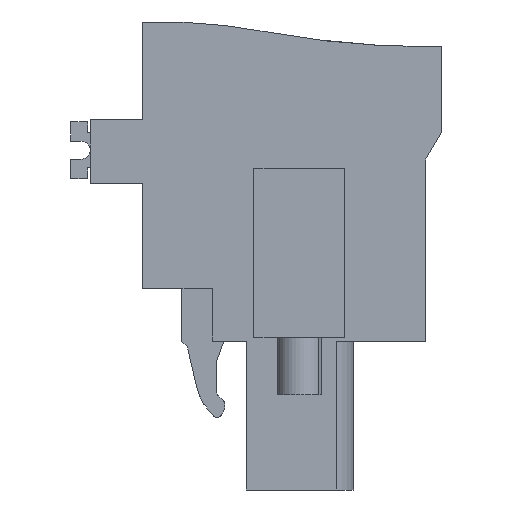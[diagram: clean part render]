
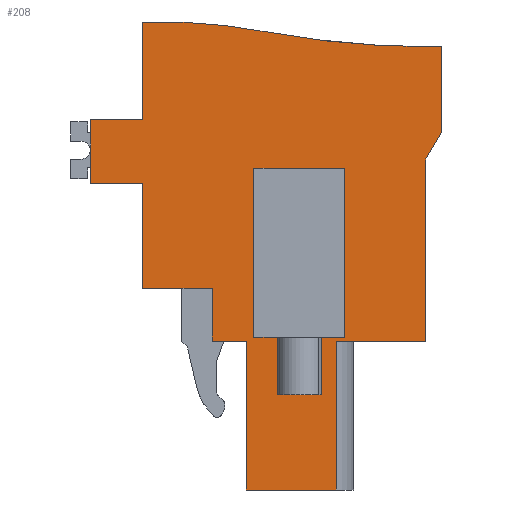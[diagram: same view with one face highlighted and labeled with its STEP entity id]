
A CAD part, left-side view. The second image highlights one B-rep face of the part: STEP entity #208.
In plain terms, the highlighted planar face has unit normal (-1, 0, 0).
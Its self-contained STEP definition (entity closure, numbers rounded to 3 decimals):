
#34=AXIS2_PLACEMENT_3D('Plane Axis2P3D',#31,#32,#33) ;
#54=AXIS2_PLACEMENT_3D('Circle Axis2P3D',#52,#53,$) ;
#61=AXIS2_PLACEMENT_3D('Circle Axis2P3D',#59,#60,$) ;
#31=CARTESIAN_POINT('Axis2P3D Location',(4.9,0.,0.)) ;
#36=CARTESIAN_POINT('Line Origine',(4.9,0.45,19.279)) ;
#40=CARTESIAN_POINT('Vertex',(4.9,0.,20.059)) ;
#42=CARTESIAN_POINT('Vertex',(4.9,0.9,18.5)) ;
#45=CARTESIAN_POINT('Line Origine',(4.9,0.,22.459)) ;
#49=CARTESIAN_POINT('Vertex',(4.9,0.,24.859)) ;
#52=CARTESIAN_POINT('Axis2P3D Location',(4.9,0.907,72.85)) ;
#56=CARTESIAN_POINT('Vertex',(4.9,9.831,25.687)) ;
#59=CARTESIAN_POINT('Axis2P3D Location',(4.9,15.837,-6.057)) ;
#63=CARTESIAN_POINT('Vertex',(4.9,16.75,26.237)) ;
#66=CARTESIAN_POINT('Line Origine',(4.9,16.75,23.494)) ;
#70=CARTESIAN_POINT('Vertex',(4.9,16.75,20.75)) ;
#73=CARTESIAN_POINT('Line Origine',(4.9,18.2,20.75)) ;
#77=CARTESIAN_POINT('Vertex',(4.9,19.65,20.75)) ;
#80=CARTESIAN_POINT('Line Origine',(4.9,19.65,18.975)) ;
#84=CARTESIAN_POINT('Vertex',(4.9,19.65,17.2)) ;
#87=CARTESIAN_POINT('Line Origine',(4.9,18.2,17.2)) ;
#91=CARTESIAN_POINT('Vertex',(4.9,16.75,17.2)) ;
#94=CARTESIAN_POINT('Line Origine',(4.9,16.75,14.25)) ;
#98=CARTESIAN_POINT('Vertex',(4.9,16.75,11.3)) ;
#101=CARTESIAN_POINT('Line Origine',(4.9,14.8,11.3)) ;
#105=CARTESIAN_POINT('Vertex',(4.9,12.85,11.3)) ;
#108=CARTESIAN_POINT('Line Origine',(4.9,12.85,9.825)) ;
#112=CARTESIAN_POINT('Vertex',(4.9,12.85,8.35)) ;
#115=CARTESIAN_POINT('Line Origine',(4.9,11.893,8.35)) ;
#119=CARTESIAN_POINT('Vertex',(4.9,10.937,8.35)) ;
#122=CARTESIAN_POINT('Line Origine',(4.9,10.937,4.175)) ;
#126=CARTESIAN_POINT('Vertex',(4.9,10.937,0.)) ;
#129=CARTESIAN_POINT('Line Origine',(4.9,8.414,0.)) ;
#133=CARTESIAN_POINT('Vertex',(4.9,5.891,0.)) ;
#136=CARTESIAN_POINT('Line Origine',(4.9,5.891,4.175)) ;
#140=CARTESIAN_POINT('Vertex',(4.9,5.891,8.35)) ;
#143=CARTESIAN_POINT('Line Origine',(4.9,3.396,8.35)) ;
#147=CARTESIAN_POINT('Vertex',(4.9,0.9,8.35)) ;
#150=CARTESIAN_POINT('Line Origine',(4.9,0.9,13.425)) ;
#174=CARTESIAN_POINT('Line Origine',(4.9,7.964,8.55)) ;
#178=CARTESIAN_POINT('Vertex',(4.9,10.514,8.55)) ;
#180=CARTESIAN_POINT('Vertex',(4.9,5.414,8.55)) ;
#183=CARTESIAN_POINT('Line Origine',(4.9,10.514,13.3)) ;
#187=CARTESIAN_POINT('Vertex',(4.9,10.514,18.05)) ;
#190=CARTESIAN_POINT('Line Origine',(4.9,7.964,18.05)) ;
#194=CARTESIAN_POINT('Vertex',(4.9,5.414,18.05)) ;
#197=CARTESIAN_POINT('Line Origine',(4.9,5.414,13.3)) ;
#32=DIRECTION('Axis2P3D Direction',(1.,0.,0.)) ;
#33=DIRECTION('Axis2P3D XDirection',(0.,1.,0.)) ;
#37=DIRECTION('Vector Direction',(0.,0.5,-0.866)) ;
#46=DIRECTION('Vector Direction',(0.,0.,-1.)) ;
#53=DIRECTION('Axis2P3D Direction',(1.,0.,0.)) ;
#60=DIRECTION('Axis2P3D Direction',(1.,0.,0.)) ;
#67=DIRECTION('Vector Direction',(0.,0.,1.)) ;
#74=DIRECTION('Vector Direction',(0.,-1.,0.)) ;
#81=DIRECTION('Vector Direction',(0.,0.,1.)) ;
#88=DIRECTION('Vector Direction',(0.,1.,0.)) ;
#95=DIRECTION('Vector Direction',(0.,0.,1.)) ;
#102=DIRECTION('Vector Direction',(0.,-1.,0.)) ;
#109=DIRECTION('Vector Direction',(0.,0.,1.)) ;
#116=DIRECTION('Vector Direction',(0.,1.,0.)) ;
#123=DIRECTION('Vector Direction',(0.,0.,-1.)) ;
#130=DIRECTION('Vector Direction',(0.,-1.,0.)) ;
#137=DIRECTION('Vector Direction',(0.,0.,-1.)) ;
#144=DIRECTION('Vector Direction',(0.,1.,0.)) ;
#151=DIRECTION('Vector Direction',(0.,0.,-1.)) ;
#175=DIRECTION('Vector Direction',(0.,-1.,0.)) ;
#184=DIRECTION('Vector Direction',(0.,0.,-1.)) ;
#191=DIRECTION('Vector Direction',(0.,-1.,0.)) ;
#198=DIRECTION('Vector Direction',(0.,0.,-1.)) ;
#38=VECTOR('Line Direction',#37,1.) ;
#47=VECTOR('Line Direction',#46,1.) ;
#68=VECTOR('Line Direction',#67,1.) ;
#75=VECTOR('Line Direction',#74,1.) ;
#82=VECTOR('Line Direction',#81,1.) ;
#89=VECTOR('Line Direction',#88,1.) ;
#96=VECTOR('Line Direction',#95,1.) ;
#103=VECTOR('Line Direction',#102,1.) ;
#110=VECTOR('Line Direction',#109,1.) ;
#117=VECTOR('Line Direction',#116,1.) ;
#124=VECTOR('Line Direction',#123,1.) ;
#131=VECTOR('Line Direction',#130,1.) ;
#138=VECTOR('Line Direction',#137,1.) ;
#145=VECTOR('Line Direction',#144,1.) ;
#152=VECTOR('Line Direction',#151,1.) ;
#176=VECTOR('Line Direction',#175,1.) ;
#185=VECTOR('Line Direction',#184,1.) ;
#192=VECTOR('Line Direction',#191,1.) ;
#199=VECTOR('Line Direction',#198,1.) ;
#156=ORIENTED_EDGE('',*,*,#44,.F.) ;
#157=ORIENTED_EDGE('',*,*,#51,.F.) ;
#158=ORIENTED_EDGE('',*,*,#58,.F.) ;
#159=ORIENTED_EDGE('',*,*,#65,.F.) ;
#160=ORIENTED_EDGE('',*,*,#72,.F.) ;
#161=ORIENTED_EDGE('',*,*,#79,.F.) ;
#162=ORIENTED_EDGE('',*,*,#86,.F.) ;
#163=ORIENTED_EDGE('',*,*,#93,.F.) ;
#164=ORIENTED_EDGE('',*,*,#100,.F.) ;
#165=ORIENTED_EDGE('',*,*,#107,.F.) ;
#166=ORIENTED_EDGE('',*,*,#114,.F.) ;
#167=ORIENTED_EDGE('',*,*,#121,.F.) ;
#168=ORIENTED_EDGE('',*,*,#128,.T.) ;
#169=ORIENTED_EDGE('',*,*,#135,.T.) ;
#170=ORIENTED_EDGE('',*,*,#142,.F.) ;
#171=ORIENTED_EDGE('',*,*,#149,.F.) ;
#172=ORIENTED_EDGE('',*,*,#154,.F.) ;
#203=ORIENTED_EDGE('',*,*,#182,.F.) ;
#204=ORIENTED_EDGE('',*,*,#189,.F.) ;
#205=ORIENTED_EDGE('',*,*,#196,.F.) ;
#206=ORIENTED_EDGE('',*,*,#201,.T.) ;
#207=FACE_BOUND('',#202,.T.) ;
#208=ADVANCED_FACE('HOUSING',(#173,#207),#35,.F.) ;
#55=CIRCLE('generated circle',#54,48.) ;
#62=CIRCLE('generated circle',#61,32.307) ;
#44=EDGE_CURVE('',#41,#43,#39,.T.) ;
#51=EDGE_CURVE('',#50,#41,#48,.T.) ;
#58=EDGE_CURVE('',#57,#50,#55,.F.) ;
#65=EDGE_CURVE('',#64,#57,#62,.T.) ;
#72=EDGE_CURVE('',#71,#64,#69,.T.) ;
#79=EDGE_CURVE('',#78,#71,#76,.T.) ;
#86=EDGE_CURVE('',#85,#78,#83,.T.) ;
#93=EDGE_CURVE('',#92,#85,#90,.T.) ;
#100=EDGE_CURVE('',#99,#92,#97,.T.) ;
#107=EDGE_CURVE('',#106,#99,#104,.F.) ;
#114=EDGE_CURVE('',#113,#106,#111,.T.) ;
#121=EDGE_CURVE('',#120,#113,#118,.T.) ;
#128=EDGE_CURVE('',#120,#127,#125,.T.) ;
#135=EDGE_CURVE('',#127,#134,#132,.T.) ;
#142=EDGE_CURVE('',#141,#134,#139,.T.) ;
#149=EDGE_CURVE('',#148,#141,#146,.T.) ;
#154=EDGE_CURVE('',#43,#148,#153,.T.) ;
#182=EDGE_CURVE('',#179,#181,#177,.T.) ;
#189=EDGE_CURVE('',#188,#179,#186,.T.) ;
#196=EDGE_CURVE('',#195,#188,#193,.F.) ;
#201=EDGE_CURVE('',#195,#181,#200,.T.) ;
#155=EDGE_LOOP('',(#156,#157,#158,#159,#160,#161,#162,#163,#164,#165,#166,#167,#168,#169,#170,#171,#172)) ;
#202=EDGE_LOOP('',(#203,#204,#205,#206)) ;
#173=FACE_OUTER_BOUND('',#155,.T.) ;
#39=LINE('Line',#36,#38) ;
#48=LINE('Line',#45,#47) ;
#69=LINE('Line',#66,#68) ;
#76=LINE('Line',#73,#75) ;
#83=LINE('Line',#80,#82) ;
#90=LINE('Line',#87,#89) ;
#97=LINE('Line',#94,#96) ;
#104=LINE('Line',#101,#103) ;
#111=LINE('Line',#108,#110) ;
#118=LINE('Line',#115,#117) ;
#125=LINE('Line',#122,#124) ;
#132=LINE('Line',#129,#131) ;
#139=LINE('Line',#136,#138) ;
#146=LINE('Line',#143,#145) ;
#153=LINE('Line',#150,#152) ;
#177=LINE('Line',#174,#176) ;
#186=LINE('Line',#183,#185) ;
#193=LINE('Line',#190,#192) ;
#200=LINE('Line',#197,#199) ;
#35=PLANE('',#34) ;
#41=VERTEX_POINT('',#40) ;
#43=VERTEX_POINT('',#42) ;
#50=VERTEX_POINT('',#49) ;
#57=VERTEX_POINT('',#56) ;
#64=VERTEX_POINT('',#63) ;
#71=VERTEX_POINT('',#70) ;
#78=VERTEX_POINT('',#77) ;
#85=VERTEX_POINT('',#84) ;
#92=VERTEX_POINT('',#91) ;
#99=VERTEX_POINT('',#98) ;
#106=VERTEX_POINT('',#105) ;
#113=VERTEX_POINT('',#112) ;
#120=VERTEX_POINT('',#119) ;
#127=VERTEX_POINT('',#126) ;
#134=VERTEX_POINT('',#133) ;
#141=VERTEX_POINT('',#140) ;
#148=VERTEX_POINT('',#147) ;
#179=VERTEX_POINT('',#178) ;
#181=VERTEX_POINT('',#180) ;
#188=VERTEX_POINT('',#187) ;
#195=VERTEX_POINT('',#194) ;
